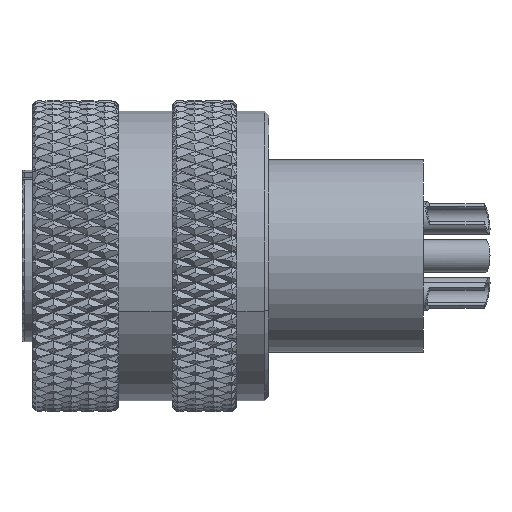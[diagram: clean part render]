
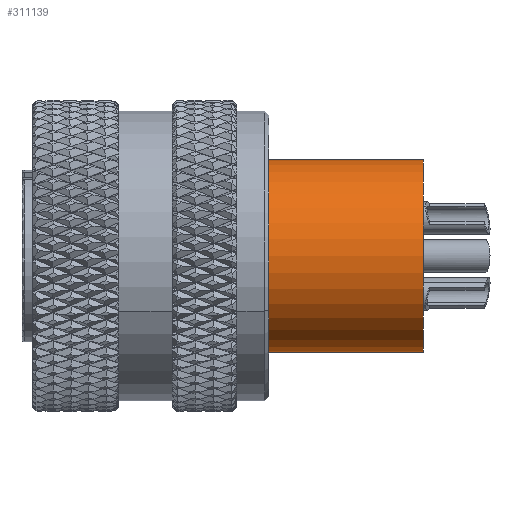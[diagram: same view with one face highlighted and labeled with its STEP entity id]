
A CAD part, front view. The second image highlights one B-rep face of the part: STEP entity #311139.
In plain terms, the highlighted cylindrical face has radius 4.5 mm (diameter 9 mm), a partial arc.
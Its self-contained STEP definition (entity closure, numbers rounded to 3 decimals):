
#35556 = VERTEX_POINT ( 'NONE', #194922 ) ;
#55513 = DIRECTION ( 'NONE',  ( -1., 0., 0. ) ) ;
#63653 = DIRECTION ( 'NONE',  ( -1., 0., 0. ) ) ;
#68455 = DIRECTION ( 'NONE',  ( 0., 0., 1. ) ) ;
#69787 = ORIENTED_EDGE ( 'NONE', *, *, #448514, .F. ) ;
#70944 = VERTEX_POINT ( 'NONE', #379943 ) ;
#73993 = DIRECTION ( 'NONE',  ( 0., 0., 1. ) ) ;
#86897 = AXIS2_PLACEMENT_3D ( 'NONE', #173611, #63653, #68455 ) ;
#93343 = CARTESIAN_POINT ( 'NONE',  ( 1.15, 0., 4.5 ) ) ;
#94887 = LINE ( 'NONE', #280520, #130212 ) ;
#122482 = VECTOR ( 'NONE', #313461, 1000. ) ;
#130212 = VECTOR ( 'NONE', #312341, 1000. ) ;
#134562 = FACE_OUTER_BOUND ( 'NONE', #322971, .T. ) ;
#159648 = CARTESIAN_POINT ( 'NONE',  ( -9.35, 0., 4.5 ) ) ;
#173611 = CARTESIAN_POINT ( 'NONE',  ( -9.35, 0., 0. ) ) ;
#194922 = CARTESIAN_POINT ( 'NONE',  ( 9.35, 0., 4.5 ) ) ;
#210290 = CYLINDRICAL_SURFACE ( 'NONE', #86897, 4.5 ) ;
#213973 = CIRCLE ( 'NONE', #346435, 4.5 ) ;
#229645 = CIRCLE ( 'NONE', #268680, 4.5 ) ;
#259744 = ORIENTED_EDGE ( 'NONE', *, *, #346398, .T. ) ;
#268680 = AXIS2_PLACEMENT_3D ( 'NONE', #328158, #332950, #73993 ) ;
#272991 = DIRECTION ( 'NONE',  ( 0., 0., 1. ) ) ;
#280520 = CARTESIAN_POINT ( 'NONE',  ( -9.35, 0., -4.5 ) ) ;
#311139 = ADVANCED_FACE ( 'NONE', ( #134562 ), #210290, .T. ) ;
#312341 = DIRECTION ( 'NONE',  ( -1., 0., 0. ) ) ;
#313461 = DIRECTION ( 'NONE',  ( -1., 0., 0. ) ) ;
#322971 = EDGE_LOOP ( 'NONE', ( #69787, #259744, #481415, #443459 ) ) ;
#328158 = CARTESIAN_POINT ( 'NONE',  ( 9.35, 0., 0. ) ) ;
#332950 = DIRECTION ( 'NONE',  ( -1., 0., 0. ) ) ;
#339047 = EDGE_CURVE ( 'NONE', #462862, #367109, #213973, .T. ) ;
#346398 = EDGE_CURVE ( 'NONE', #70944, #35556, #229645, .T. ) ;
#346435 = AXIS2_PLACEMENT_3D ( 'NONE', #463496, #55513, #272991 ) ;
#367109 = VERTEX_POINT ( 'NONE', #93343 ) ;
#379943 = CARTESIAN_POINT ( 'NONE',  ( 9.35, 0., -4.5 ) ) ;
#400682 = CARTESIAN_POINT ( 'NONE',  ( 1.15, 0., -4.5 ) ) ;
#443459 = ORIENTED_EDGE ( 'NONE', *, *, #339047, .F. ) ;
#446750 = EDGE_CURVE ( 'NONE', #35556, #367109, #460105, .T. ) ;
#448514 = EDGE_CURVE ( 'NONE', #70944, #462862, #94887, .T. ) ;
#460105 = LINE ( 'NONE', #159648, #122482 ) ;
#462862 = VERTEX_POINT ( 'NONE', #400682 ) ;
#463496 = CARTESIAN_POINT ( 'NONE',  ( 1.15, 0., 0. ) ) ;
#481415 = ORIENTED_EDGE ( 'NONE', *, *, #446750, .T. ) ;
